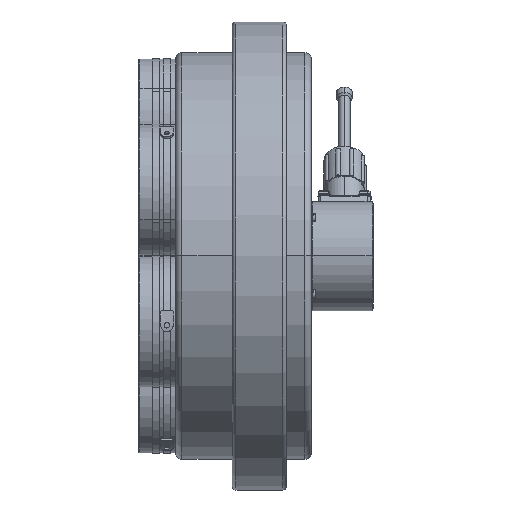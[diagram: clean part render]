
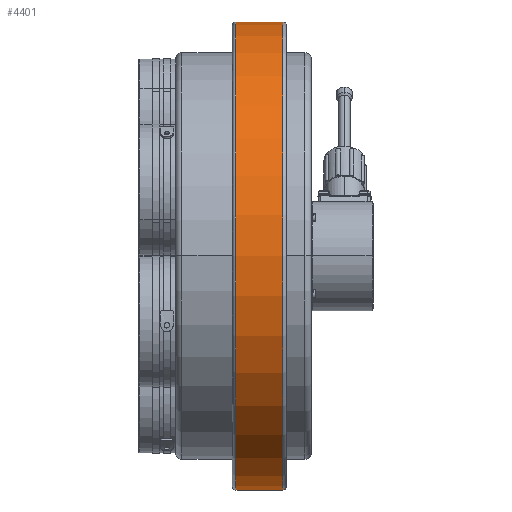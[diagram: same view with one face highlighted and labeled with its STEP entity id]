
A CAD part, top view. The second image highlights one B-rep face of the part: STEP entity #4401.
In plain terms, the highlighted cylindrical face has radius 190 mm (diameter 380 mm), a partial arc.
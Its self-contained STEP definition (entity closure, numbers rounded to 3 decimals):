
#105 = FACE_OUTER_BOUND ( 'NONE', #16671, .T. ) ;
#1457 = DIRECTION ( 'NONE',  ( 0., 1., 0. ) ) ;
#1586 = VERTEX_POINT ( 'NONE', #15890 ) ;
#2163 = DIRECTION ( 'NONE',  ( -1., 0., 0. ) ) ;
#2835 = LINE ( 'NONE', #6674, #18875 ) ;
#4401 = ADVANCED_FACE ( 'NONE', ( #105 ), #21647, .T. ) ;
#6075 = EDGE_CURVE ( 'NONE', #1586, #9448, #9127, .T. ) ;
#6674 = CARTESIAN_POINT ( 'NONE',  ( 46., 190., 0. ) ) ;
#7697 = EDGE_CURVE ( 'NONE', #25077, #20271, #10897, .T. ) ;
#7846 = CARTESIAN_POINT ( 'NONE',  ( 87., 190., 0. ) ) ;
#8284 = CARTESIAN_POINT ( 'NONE',  ( 87., -190., 0. ) ) ;
#8462 = CARTESIAN_POINT ( 'NONE',  ( 46., -190., 0. ) ) ;
#9127 = CIRCLE ( 'NONE', #26038, 190. ) ;
#9448 = VERTEX_POINT ( 'NONE', #13436 ) ;
#9454 = AXIS2_PLACEMENT_3D ( 'NONE', #12253, #26836, #14342 ) ;
#10897 = CIRCLE ( 'NONE', #9454, 190. ) ;
#11417 = CARTESIAN_POINT ( 'NONE',  ( 46., 0., 0. ) ) ;
#11911 = VECTOR ( 'NONE', #2163, 1000. ) ;
#12253 = CARTESIAN_POINT ( 'NONE',  ( 87., 0., 0. ) ) ;
#13436 = CARTESIAN_POINT ( 'NONE',  ( 49., -190., 0. ) ) ;
#13514 = DIRECTION ( 'NONE',  ( 0., -1., 0. ) ) ;
#13639 = EDGE_CURVE ( 'NONE', #20271, #1586, #2835, .T. ) ;
#13920 = ORIENTED_EDGE ( 'NONE', *, *, #6075, .T. ) ;
#13967 = DIRECTION ( 'NONE',  ( 1., 0., 0. ) ) ;
#14122 = AXIS2_PLACEMENT_3D ( 'NONE', #11417, #21660, #13514 ) ;
#14342 = DIRECTION ( 'NONE',  ( 0., -1., 0. ) ) ;
#14908 = ORIENTED_EDGE ( 'NONE', *, *, #15096, .F. ) ;
#15096 = EDGE_CURVE ( 'NONE', #25077, #9448, #17491, .T. ) ;
#15890 = CARTESIAN_POINT ( 'NONE',  ( 49., 190., 0. ) ) ;
#16671 = EDGE_LOOP ( 'NONE', ( #25756, #16696, #13920, #14908 ) ) ;
#16696 = ORIENTED_EDGE ( 'NONE', *, *, #13639, .T. ) ;
#17165 = DIRECTION ( 'NONE',  ( -1., 0., 0. ) ) ;
#17491 = LINE ( 'NONE', #8462, #11911 ) ;
#18875 = VECTOR ( 'NONE', #17165, 1000. ) ;
#20271 = VERTEX_POINT ( 'NONE', #7846 ) ;
#21647 = CYLINDRICAL_SURFACE ( 'NONE', #14122, 190. ) ;
#21660 = DIRECTION ( 'NONE',  ( -1., 0., 0. ) ) ;
#25077 = VERTEX_POINT ( 'NONE', #8284 ) ;
#25756 = ORIENTED_EDGE ( 'NONE', *, *, #7697, .T. ) ;
#26038 = AXIS2_PLACEMENT_3D ( 'NONE', #26462, #13967, #1457 ) ;
#26462 = CARTESIAN_POINT ( 'NONE',  ( 49., 0., 0. ) ) ;
#26836 = DIRECTION ( 'NONE',  ( -1., 0., 0. ) ) ;
